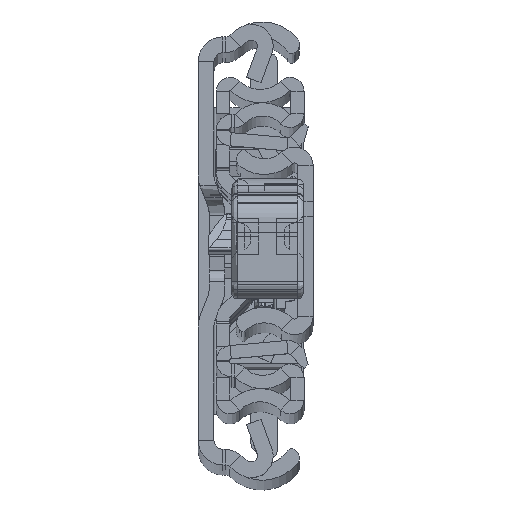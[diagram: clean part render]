
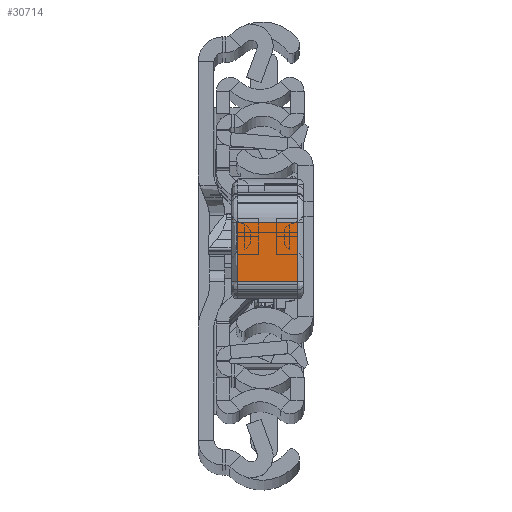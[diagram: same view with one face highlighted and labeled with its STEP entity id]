
A CAD part, top view. The second image highlights one B-rep face of the part: STEP entity #30714.
In plain terms, the highlighted face is planar.
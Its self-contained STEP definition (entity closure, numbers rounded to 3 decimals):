
#1994 = LINE ( 'NONE', #18949, #10215 ) ;
#3169 = VERTEX_POINT ( 'NONE', #12169 ) ;
#4512 = VECTOR ( 'NONE', #32767, 1000. ) ;
#5522 = VERTEX_POINT ( 'NONE', #10560 ) ;
#7351 = ORIENTED_EDGE ( 'NONE', *, *, #25600, .T. ) ;
#7703 = CARTESIAN_POINT ( 'NONE',  ( 39.818, -2.465, 10. ) ) ;
#8114 = CARTESIAN_POINT ( 'NONE',  ( 39.818, -2.465, 11. ) ) ;
#10215 = VECTOR ( 'NONE', #15705, 1000. ) ;
#10560 = CARTESIAN_POINT ( 'NONE',  ( 39.55, -12.274, 10. ) ) ;
#10994 = FACE_OUTER_BOUND ( 'NONE', #34871, .T. ) ;
#11825 = VERTEX_POINT ( 'NONE', #7703 ) ;
#12169 = CARTESIAN_POINT ( 'NONE',  ( 39.55, -12.274, 0. ) ) ;
#15005 = DIRECTION ( 'NONE',  ( 0., 0., -1. ) ) ;
#15705 = DIRECTION ( 'NONE',  ( -0.027, -1., 0. ) ) ;
#15750 = LINE ( 'NONE', #26692, #4512 ) ;
#16250 = DIRECTION ( 'NONE',  ( -1., 0.027, 0. ) ) ;
#18949 = CARTESIAN_POINT ( 'NONE',  ( 39.55, -12.274, 10. ) ) ;
#19304 = LINE ( 'NONE', #8114, #27874 ) ;
#19572 = VERTEX_POINT ( 'NONE', #19604 ) ;
#19604 = CARTESIAN_POINT ( 'NONE',  ( 39.818, -2.465, 0. ) ) ;
#20312 = EDGE_CURVE ( 'NONE', #19572, #11825, #19304, .T. ) ;
#21460 = PLANE ( 'NONE',  #28173 ) ;
#24325 = CARTESIAN_POINT ( 'NONE',  ( 39.55, -12.274, 11. ) ) ;
#25600 = EDGE_CURVE ( 'NONE', #5522, #3169, #28649, .T. ) ;
#26692 = CARTESIAN_POINT ( 'NONE',  ( 39.55, -12.274, 0. ) ) ;
#27183 = DIRECTION ( 'NONE',  ( -0.027, -1., 0. ) ) ;
#27874 = VECTOR ( 'NONE', #32907, 1000. ) ;
#28173 = AXIS2_PLACEMENT_3D ( 'NONE', #24325, #16250, #27183 ) ;
#28304 = ORIENTED_EDGE ( 'NONE', *, *, #28331, .T. ) ;
#28331 = EDGE_CURVE ( 'NONE', #11825, #5522, #1994, .T. ) ;
#28649 = LINE ( 'NONE', #28815, #30356 ) ;
#28815 = CARTESIAN_POINT ( 'NONE',  ( 39.55, -12.274, 11. ) ) ;
#29185 = EDGE_CURVE ( 'NONE', #3169, #19572, #15750, .T. ) ;
#30356 = VECTOR ( 'NONE', #15005, 1000. ) ;
#30714 = ADVANCED_FACE ( 'NONE', ( #10994 ), #21460, .F. ) ;
#30970 = ORIENTED_EDGE ( 'NONE', *, *, #20312, .T. ) ;
#31914 = ORIENTED_EDGE ( 'NONE', *, *, #29185, .T. ) ;
#32767 = DIRECTION ( 'NONE',  ( 0.027, 1., 0. ) ) ;
#32907 = DIRECTION ( 'NONE',  ( 0., 0., 1. ) ) ;
#34871 = EDGE_LOOP ( 'NONE', ( #7351, #31914, #30970, #28304 ) ) ;
